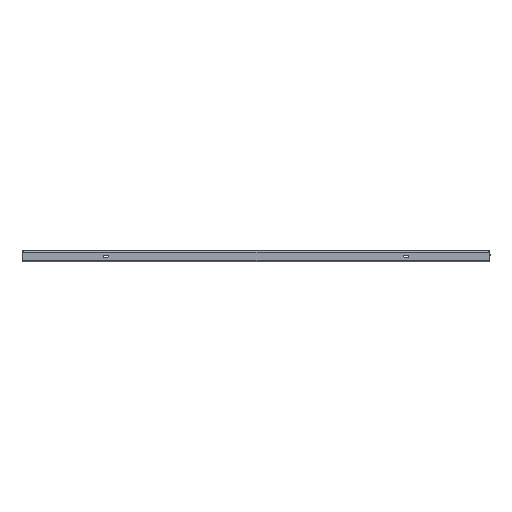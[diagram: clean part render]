
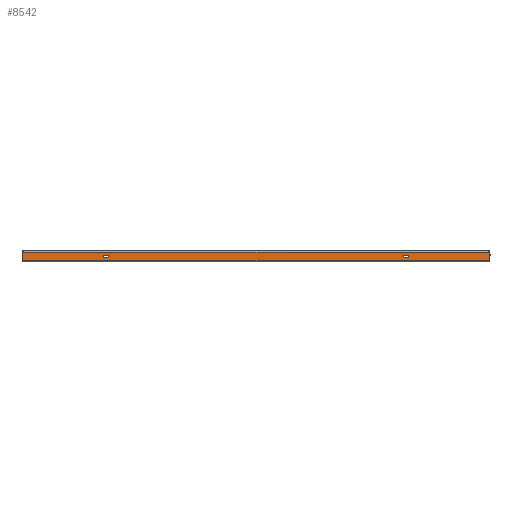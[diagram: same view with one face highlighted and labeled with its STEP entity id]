
A CAD part, left-side view. The second image highlights one B-rep face of the part: STEP entity #8542.
In plain terms, the highlighted planar face has unit normal (-1, 0, 0).
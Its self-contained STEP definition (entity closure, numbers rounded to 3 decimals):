
#149 = VECTOR ( 'NONE', #1644, 1000. ) ;
#175 = DIRECTION ( 'NONE',  ( 0., 0., -1. ) ) ;
#259 = CARTESIAN_POINT ( 'NONE',  ( -244., -541.929, -22. ) ) ;
#494 = ORIENTED_EDGE ( 'NONE', *, *, #1450, .F. ) ;
#516 = DIRECTION ( 'NONE',  ( 0., 0., -1. ) ) ;
#672 = CARTESIAN_POINT ( 'NONE',  ( -244., 345.7, -10.5 ) ) ;
#702 = CARTESIAN_POINT ( 'NONE',  ( -244., 541.929, 0. ) ) ;
#882 = CARTESIAN_POINT ( 'NONE',  ( -244., 0., 0. ) ) ;
#992 = ORIENTED_EDGE ( 'NONE', *, *, #6828, .T. ) ;
#1059 = VERTEX_POINT ( 'NONE', #3314 ) ;
#1152 = DIRECTION ( 'NONE',  ( 1., 0., 0. ) ) ;
#1170 = CARTESIAN_POINT ( 'NONE',  ( -244., -544., -4. ) ) ;
#1244 = VECTOR ( 'NONE', #9039, 1000. ) ;
#1315 = ORIENTED_EDGE ( 'NONE', *, *, #9084, .T. ) ;
#1323 = DIRECTION ( 'NONE',  ( 0., 0., 1. ) ) ;
#1450 = EDGE_CURVE ( 'NONE', #5298, #1988, #1784, .T. ) ;
#1483 = ORIENTED_EDGE ( 'NONE', *, *, #8074, .T. ) ;
#1515 = AXIS2_PLACEMENT_3D ( 'NONE', #8365, #9873, #1323 ) ;
#1543 = ORIENTED_EDGE ( 'NONE', *, *, #9805, .F. ) ;
#1644 = DIRECTION ( 'NONE',  ( 0., 1., 0. ) ) ;
#1746 = VECTOR ( 'NONE', #2815, 1000. ) ;
#1784 = LINE ( 'NONE', #1170, #7476 ) ;
#1948 = DIRECTION ( 'NONE',  ( 0., 0., -1. ) ) ;
#1988 = VERTEX_POINT ( 'NONE', #6425 ) ;
#2028 = CARTESIAN_POINT ( 'NONE',  ( -244., -352.7, -15.5 ) ) ;
#2103 = VECTOR ( 'NONE', #7637, 1000. ) ;
#2661 = EDGE_LOOP ( 'NONE', ( #2845, #1543, #494, #4797 ) ) ;
#2677 = DIRECTION ( 'NONE',  ( 0., -1., 0. ) ) ;
#2804 = VERTEX_POINT ( 'NONE', #8447 ) ;
#2815 = DIRECTION ( 'NONE',  ( 0., 1., 0. ) ) ;
#2817 = CARTESIAN_POINT ( 'NONE',  ( -244., -345.7, -15.5 ) ) ;
#2845 = ORIENTED_EDGE ( 'NONE', *, *, #6663, .T. ) ;
#2943 = DIRECTION ( 'NONE',  ( 0., 0., 1. ) ) ;
#3068 = EDGE_CURVE ( 'NONE', #9406, #7750, #4363, .T. ) ;
#3185 = AXIS2_PLACEMENT_3D ( 'NONE', #5063, #1152, #1948 ) ;
#3314 = CARTESIAN_POINT ( 'NONE',  ( -244., -345.7, -10.5 ) ) ;
#3498 = EDGE_CURVE ( 'NONE', #5298, #9835, #4406, .T. ) ;
#3514 = CARTESIAN_POINT ( 'NONE',  ( -244., -345.7, -13. ) ) ;
#3546 = CARTESIAN_POINT ( 'NONE',  ( -244., 352.7, -15.5 ) ) ;
#3786 = CIRCLE ( 'NONE', #1515, 2.5 ) ;
#3843 = CIRCLE ( 'NONE', #5147, 2.5 ) ;
#3881 = EDGE_CURVE ( 'NONE', #7750, #2804, #8605, .T. ) ;
#3882 = FACE_OUTER_BOUND ( 'NONE', #2661, .T. ) ;
#3967 = DIRECTION ( 'NONE',  ( 0., 0., -1. ) ) ;
#4052 = EDGE_CURVE ( 'NONE', #2804, #6207, #9190, .T. ) ;
#4162 = VECTOR ( 'NONE', #9553, 1000. ) ;
#4363 = LINE ( 'NONE', #7514, #1746 ) ;
#4370 = EDGE_CURVE ( 'NONE', #9742, #1059, #3843, .T. ) ;
#4406 = LINE ( 'NONE', #702, #7959 ) ;
#4478 = LINE ( 'NONE', #7535, #2103 ) ;
#4639 = FACE_BOUND ( 'NONE', #7216, .T. ) ;
#4674 = AXIS2_PLACEMENT_3D ( 'NONE', #882, #8017, #3967 ) ;
#4797 = ORIENTED_EDGE ( 'NONE', *, *, #3498, .T. ) ;
#4849 = PLANE ( 'NONE',  #4674 ) ;
#5063 = CARTESIAN_POINT ( 'NONE',  ( -244., 352.7, -13. ) ) ;
#5116 = AXIS2_PLACEMENT_3D ( 'NONE', #6439, #9916, #516 ) ;
#5147 = AXIS2_PLACEMENT_3D ( 'NONE', #3514, #6812, #2943 ) ;
#5298 = VERTEX_POINT ( 'NONE', #7860 ) ;
#5448 = ORIENTED_EDGE ( 'NONE', *, *, #3881, .T. ) ;
#5498 = CARTESIAN_POINT ( 'NONE',  ( -244., 345.7, -15.5 ) ) ;
#5521 = FACE_BOUND ( 'NONE', #9371, .T. ) ;
#5559 = VERTEX_POINT ( 'NONE', #2028 ) ;
#5693 = CARTESIAN_POINT ( 'NONE',  ( -244., 541.929, -22. ) ) ;
#5704 = CARTESIAN_POINT ( 'NONE',  ( -244., -352.7, -10.5 ) ) ;
#5888 = VERTEX_POINT ( 'NONE', #259 ) ;
#5891 = CARTESIAN_POINT ( 'NONE',  ( -244., 352.7, -10.5 ) ) ;
#5952 = EDGE_CURVE ( 'NONE', #6207, #9406, #6442, .T. ) ;
#6169 = CARTESIAN_POINT ( 'NONE',  ( -244., -541.929, -2. ) ) ;
#6207 = VERTEX_POINT ( 'NONE', #672 ) ;
#6256 = VERTEX_POINT ( 'NONE', #5704 ) ;
#6393 = VECTOR ( 'NONE', #175, 1000. ) ;
#6425 = CARTESIAN_POINT ( 'NONE',  ( -244., -541.929, -4. ) ) ;
#6439 = CARTESIAN_POINT ( 'NONE',  ( -244., 345.7, -13. ) ) ;
#6442 = CIRCLE ( 'NONE', #5116, 2.5 ) ;
#6579 = ORIENTED_EDGE ( 'NONE', *, *, #4370, .T. ) ;
#6663 = EDGE_CURVE ( 'NONE', #9835, #5888, #7975, .T. ) ;
#6812 = DIRECTION ( 'NONE',  ( 1., 0., 0. ) ) ;
#6828 = EDGE_CURVE ( 'NONE', #6256, #5559, #3786, .T. ) ;
#7051 = CARTESIAN_POINT ( 'NONE',  ( -244., 541.929, -22. ) ) ;
#7194 = ORIENTED_EDGE ( 'NONE', *, *, #5952, .T. ) ;
#7216 = EDGE_LOOP ( 'NONE', ( #1315, #992, #1483, #6579 ) ) ;
#7476 = VECTOR ( 'NONE', #2677, 1000. ) ;
#7514 = CARTESIAN_POINT ( 'NONE',  ( -244., 352.7, -15.5 ) ) ;
#7535 = CARTESIAN_POINT ( 'NONE',  ( -244., -352.7, -10.5 ) ) ;
#7612 = ORIENTED_EDGE ( 'NONE', *, *, #4052, .T. ) ;
#7637 = DIRECTION ( 'NONE',  ( 0., -1., 0. ) ) ;
#7750 = VERTEX_POINT ( 'NONE', #3546 ) ;
#7829 = ORIENTED_EDGE ( 'NONE', *, *, #3068, .T. ) ;
#7860 = CARTESIAN_POINT ( 'NONE',  ( -244., 541.929, -4. ) ) ;
#7915 = LINE ( 'NONE', #9400, #149 ) ;
#7959 = VECTOR ( 'NONE', #8427, 1000. ) ;
#7975 = LINE ( 'NONE', #5693, #4162 ) ;
#8017 = DIRECTION ( 'NONE',  ( 1., 0., 0. ) ) ;
#8020 = LINE ( 'NONE', #6169, #6393 ) ;
#8074 = EDGE_CURVE ( 'NONE', #5559, #9742, #7915, .T. ) ;
#8365 = CARTESIAN_POINT ( 'NONE',  ( -244., -352.7, -13. ) ) ;
#8427 = DIRECTION ( 'NONE',  ( 0., 0., -1. ) ) ;
#8447 = CARTESIAN_POINT ( 'NONE',  ( -244., 352.7, -10.5 ) ) ;
#8542 = ADVANCED_FACE ( 'NONE', ( #5521, #4639, #3882 ), #4849, .F. ) ;
#8605 = CIRCLE ( 'NONE', #3185, 2.5 ) ;
#9039 = DIRECTION ( 'NONE',  ( 0., -1., 0. ) ) ;
#9084 = EDGE_CURVE ( 'NONE', #1059, #6256, #4478, .T. ) ;
#9190 = LINE ( 'NONE', #5891, #1244 ) ;
#9371 = EDGE_LOOP ( 'NONE', ( #7829, #5448, #7612, #7194 ) ) ;
#9400 = CARTESIAN_POINT ( 'NONE',  ( -244., -352.7, -15.5 ) ) ;
#9406 = VERTEX_POINT ( 'NONE', #5498 ) ;
#9553 = DIRECTION ( 'NONE',  ( 0., -1., 0. ) ) ;
#9742 = VERTEX_POINT ( 'NONE', #2817 ) ;
#9805 = EDGE_CURVE ( 'NONE', #1988, #5888, #8020, .T. ) ;
#9835 = VERTEX_POINT ( 'NONE', #7051 ) ;
#9873 = DIRECTION ( 'NONE',  ( 1., 0., 0. ) ) ;
#9916 = DIRECTION ( 'NONE',  ( 1., 0., 0. ) ) ;
